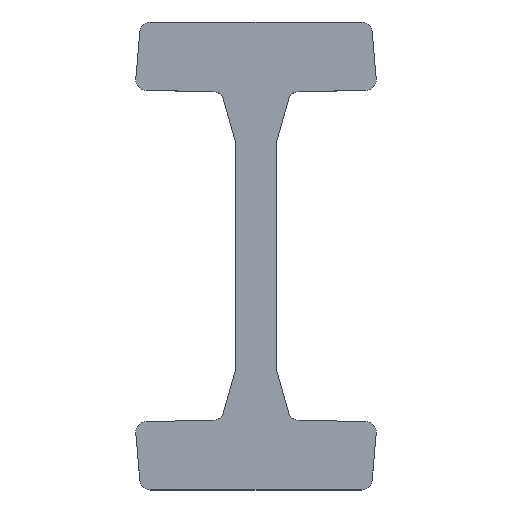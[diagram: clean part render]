
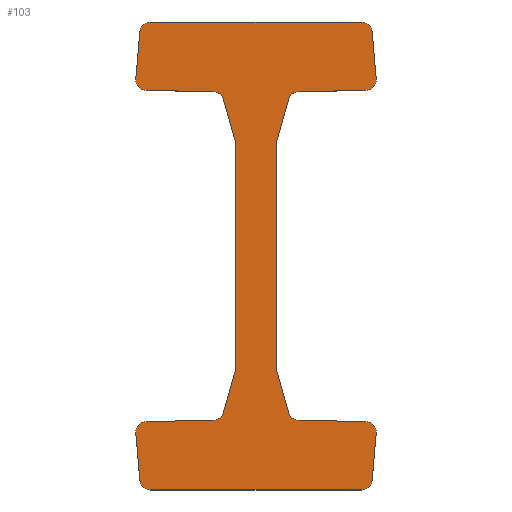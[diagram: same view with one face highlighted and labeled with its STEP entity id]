
A CAD part, top view. The second image highlights one B-rep face of the part: STEP entity #103.
In plain terms, the highlighted planar face has unit normal (0, 0, 1).
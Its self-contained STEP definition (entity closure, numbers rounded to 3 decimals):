
#103=ADVANCED_FACE('',(#162),#163,.T.);
#162=FACE_OUTER_BOUND('',#222,.T.);
#163=PLANE('',#223);
#222=EDGE_LOOP('',(#422,#423,#424,#425,#426,#427,#428,#429,#430,#431,#432,#433,#434,#435,#436,#437,#438,#439,#440,#441,#442,#443,#444,#445,#446,#447,#448,#449));
#223=AXIS2_PLACEMENT_3D('',#450,#451,#452);
#422=ORIENTED_EDGE('',*,*,#484,.F.);
#423=ORIENTED_EDGE('',*,*,#566,.F.);
#424=ORIENTED_EDGE('',*,*,#563,.F.);
#425=ORIENTED_EDGE('',*,*,#560,.F.);
#426=ORIENTED_EDGE('',*,*,#557,.F.);
#427=ORIENTED_EDGE('',*,*,#554,.F.);
#428=ORIENTED_EDGE('',*,*,#551,.F.);
#429=ORIENTED_EDGE('',*,*,#548,.F.);
#430=ORIENTED_EDGE('',*,*,#545,.F.);
#431=ORIENTED_EDGE('',*,*,#542,.F.);
#432=ORIENTED_EDGE('',*,*,#539,.F.);
#433=ORIENTED_EDGE('',*,*,#536,.F.);
#434=ORIENTED_EDGE('',*,*,#533,.F.);
#435=ORIENTED_EDGE('',*,*,#530,.F.);
#436=ORIENTED_EDGE('',*,*,#527,.F.);
#437=ORIENTED_EDGE('',*,*,#524,.F.);
#438=ORIENTED_EDGE('',*,*,#521,.F.);
#439=ORIENTED_EDGE('',*,*,#518,.F.);
#440=ORIENTED_EDGE('',*,*,#515,.F.);
#441=ORIENTED_EDGE('',*,*,#512,.F.);
#442=ORIENTED_EDGE('',*,*,#509,.F.);
#443=ORIENTED_EDGE('',*,*,#506,.F.);
#444=ORIENTED_EDGE('',*,*,#503,.F.);
#445=ORIENTED_EDGE('',*,*,#500,.F.);
#446=ORIENTED_EDGE('',*,*,#497,.F.);
#447=ORIENTED_EDGE('',*,*,#494,.F.);
#448=ORIENTED_EDGE('',*,*,#491,.F.);
#449=ORIENTED_EDGE('',*,*,#488,.F.);
#450=CARTESIAN_POINT('',(0.,87.5,10.0));
#451=DIRECTION('',(0.0,0.0,1.0));
#452=DIRECTION('',(1.0,0.0,0.0));
#484=EDGE_CURVE('',#568,#569,#570,.T.);
#488=EDGE_CURVE('',#569,#576,#577,.T.);
#491=EDGE_CURVE('',#576,#581,#582,.T.);
#494=EDGE_CURVE('',#581,#586,#587,.T.);
#497=EDGE_CURVE('',#586,#591,#592,.T.);
#500=EDGE_CURVE('',#591,#596,#597,.T.);
#503=EDGE_CURVE('',#596,#601,#602,.T.);
#506=EDGE_CURVE('',#601,#606,#607,.T.);
#509=EDGE_CURVE('',#606,#611,#612,.T.);
#512=EDGE_CURVE('',#611,#616,#617,.T.);
#515=EDGE_CURVE('',#616,#621,#622,.T.);
#518=EDGE_CURVE('',#621,#626,#627,.T.);
#521=EDGE_CURVE('',#626,#631,#632,.T.);
#524=EDGE_CURVE('',#631,#636,#637,.T.);
#527=EDGE_CURVE('',#636,#641,#642,.T.);
#530=EDGE_CURVE('',#641,#646,#647,.T.);
#533=EDGE_CURVE('',#646,#651,#652,.T.);
#536=EDGE_CURVE('',#651,#656,#657,.T.);
#539=EDGE_CURVE('',#656,#661,#662,.T.);
#542=EDGE_CURVE('',#661,#666,#667,.T.);
#545=EDGE_CURVE('',#666,#671,#672,.T.);
#548=EDGE_CURVE('',#671,#676,#677,.T.);
#551=EDGE_CURVE('',#676,#681,#682,.T.);
#554=EDGE_CURVE('',#681,#686,#687,.T.);
#557=EDGE_CURVE('',#686,#691,#692,.T.);
#560=EDGE_CURVE('',#691,#696,#697,.T.);
#563=EDGE_CURVE('',#696,#701,#702,.T.);
#566=EDGE_CURVE('',#701,#568,#706,.T.);
#568=VERTEX_POINT('',#708);
#569=VERTEX_POINT('',#709);
#570=CIRCLE('',#710,4.0);
#576=VERTEX_POINT('',#718);
#577=LINE('',#719,#720);
#581=VERTEX_POINT('',#726);
#582=CIRCLE('',#727,4.0);
#586=VERTEX_POINT('',#732);
#587=LINE('',#733,#734);
#591=VERTEX_POINT('',#740);
#592=CIRCLE('',#741,5.);
#596=VERTEX_POINT('',#746);
#597=LINE('',#747,#748);
#601=VERTEX_POINT('',#754);
#602=LINE('',#755,#756);
#606=VERTEX_POINT('',#762);
#607=LINE('',#763,#764);
#611=VERTEX_POINT('',#770);
#612=CIRCLE('',#771,5.);
#616=VERTEX_POINT('',#776);
#617=LINE('',#777,#778);
#621=VERTEX_POINT('',#784);
#622=CIRCLE('',#785,4.0);
#626=VERTEX_POINT('',#790);
#627=LINE('',#791,#792);
#631=VERTEX_POINT('',#798);
#632=CIRCLE('',#799,4.0);
#636=VERTEX_POINT('',#804);
#637=LINE('',#805,#806);
#641=VERTEX_POINT('',#812);
#642=CIRCLE('',#813,4.0);
#646=VERTEX_POINT('',#818);
#647=LINE('',#819,#820);
#651=VERTEX_POINT('',#826);
#652=CIRCLE('',#827,4.0);
#656=VERTEX_POINT('',#832);
#657=LINE('',#833,#834);
#661=VERTEX_POINT('',#840);
#662=CIRCLE('',#841,5.);
#666=VERTEX_POINT('',#846);
#667=LINE('',#847,#848);
#671=VERTEX_POINT('',#854);
#672=LINE('',#855,#856);
#676=VERTEX_POINT('',#862);
#677=LINE('',#863,#864);
#681=VERTEX_POINT('',#870);
#682=CIRCLE('',#871,5.);
#686=VERTEX_POINT('',#876);
#687=LINE('',#877,#878);
#691=VERTEX_POINT('',#884);
#692=CIRCLE('',#885,4.0);
#696=VERTEX_POINT('',#890);
#697=LINE('',#891,#892);
#701=VERTEX_POINT('',#898);
#702=CIRCLE('',#899,4.0);
#706=LINE('',#904,#905);
#708=CARTESIAN_POINT('',(-39.445,0.0,10.0));
#709=CARTESIAN_POINT('',(-43.43,3.651,10.0));
#710=AXIS2_PLACEMENT_3D('',#908,#909,#910);
#718=CARTESIAN_POINT('',(-45.0,21.6,10.0));
#719=CARTESIAN_POINT('',(-43.43,3.651,10.0));
#720=VECTOR('',#916,1.0);
#726=CARTESIAN_POINT('',(-41.0,25.6,10.0));
#727=AXIS2_PLACEMENT_3D('',#919,#920,#921);
#732=CARTESIAN_POINT('',(-16.31,26.031,10.0));
#733=CARTESIAN_POINT('',(-16.31,26.031,10.0));
#734=VECTOR('',#926,1.0);
#740=CARTESIAN_POINT('',(-12.5,27.898,10.0));
#741=AXIS2_PLACEMENT_3D('',#929,#930,#931);
#746=CARTESIAN_POINT('',(-7.5,45.6,10.0));
#747=CARTESIAN_POINT('',(-7.5,45.6,10.0));
#748=VECTOR('',#936,1.0);
#754=CARTESIAN_POINT('',(-7.5,129.4,10.0));
#755=CARTESIAN_POINT('',(-7.5,129.4,10.0));
#756=VECTOR('',#939,1.0);
#762=CARTESIAN_POINT('',(-12.5,147.102,10.0));
#763=CARTESIAN_POINT('',(-7.5,129.4,10.0));
#764=VECTOR('',#942,1.0);
#770=CARTESIAN_POINT('',(-16.31,148.969,10.0));
#771=AXIS2_PLACEMENT_3D('',#945,#946,#947);
#776=CARTESIAN_POINT('',(-41.0,149.4,10.0));
#777=CARTESIAN_POINT('',(-16.31,148.969,10.0));
#778=VECTOR('',#952,1.0);
#784=CARTESIAN_POINT('',(-45.0,153.4,10.0));
#785=AXIS2_PLACEMENT_3D('',#955,#956,#957);
#790=CARTESIAN_POINT('',(-43.43,171.349,10.0));
#791=CARTESIAN_POINT('',(-43.43,171.349,10.0));
#792=VECTOR('',#962,1.0);
#798=CARTESIAN_POINT('',(-39.445,175.0,10.0));
#799=AXIS2_PLACEMENT_3D('',#965,#966,#967);
#804=CARTESIAN_POINT('',(39.445,175.0,10.0));
#805=CARTESIAN_POINT('',(-39.445,175.0,10.0));
#806=VECTOR('',#972,1.0);
#812=CARTESIAN_POINT('',(43.43,171.349,10.0));
#813=AXIS2_PLACEMENT_3D('',#975,#976,#977);
#818=CARTESIAN_POINT('',(45.0,153.4,10.0));
#819=CARTESIAN_POINT('',(43.43,171.349,10.0));
#820=VECTOR('',#982,1.0);
#826=CARTESIAN_POINT('',(41.0,149.4,10.0));
#827=AXIS2_PLACEMENT_3D('',#985,#986,#987);
#832=CARTESIAN_POINT('',(16.31,148.969,10.0));
#833=CARTESIAN_POINT('',(16.31,148.969,10.0));
#834=VECTOR('',#992,1.0);
#840=CARTESIAN_POINT('',(12.5,147.102,10.0));
#841=AXIS2_PLACEMENT_3D('',#995,#996,#997);
#846=CARTESIAN_POINT('',(7.5,129.4,10.0));
#847=CARTESIAN_POINT('',(7.5,129.4,10.0));
#848=VECTOR('',#1002,1.0);
#854=CARTESIAN_POINT('',(7.5,45.6,10.0));
#855=CARTESIAN_POINT('',(7.5,129.4,10.0));
#856=VECTOR('',#1005,1.0);
#862=CARTESIAN_POINT('',(12.5,27.898,10.0));
#863=CARTESIAN_POINT('',(7.5,45.6,10.0));
#864=VECTOR('',#1008,1.0);
#870=CARTESIAN_POINT('',(16.31,26.031,10.0));
#871=AXIS2_PLACEMENT_3D('',#1011,#1012,#1013);
#876=CARTESIAN_POINT('',(41.0,25.6,10.0));
#877=CARTESIAN_POINT('',(16.31,26.031,10.0));
#878=VECTOR('',#1018,1.0);
#884=CARTESIAN_POINT('',(45.0,21.6,10.0));
#885=AXIS2_PLACEMENT_3D('',#1021,#1022,#1023);
#890=CARTESIAN_POINT('',(43.43,3.651,10.0));
#891=CARTESIAN_POINT('',(43.43,3.651,10.0));
#892=VECTOR('',#1028,1.0);
#898=CARTESIAN_POINT('',(39.445,0.0,10.0));
#899=AXIS2_PLACEMENT_3D('',#1031,#1032,#1033);
#904=CARTESIAN_POINT('',(-39.445,0.0,10.0));
#905=VECTOR('',#1038,1.0);
#908=CARTESIAN_POINT('',(-39.445,4.0,10.0));
#909=DIRECTION('',(0.0,0.0,-1.0));
#910=DIRECTION('',(1.0,0.0,0.0));
#916=DIRECTION('',(-0.087,0.996,0.0));
#919=CARTESIAN_POINT('',(-41.0,21.6,10.0));
#920=DIRECTION('',(0.0,0.0,-1.0));
#921=DIRECTION('',(1.0,0.0,0.0));
#926=DIRECTION('',(1.,0.017,0.0));
#929=CARTESIAN_POINT('',(-16.397,31.03,10.0));
#930=DIRECTION('',(0.0,0.0,1.0));
#931=DIRECTION('',(1.0,0.0,0.0));
#936=DIRECTION('',(0.272,0.962,0.0));
#939=DIRECTION('',(0.,1.0,0.0));
#942=DIRECTION('',(-0.272,0.962,0.0));
#945=CARTESIAN_POINT('',(-16.397,143.97,10.0));
#946=DIRECTION('',(0.0,0.0,1.0));
#947=DIRECTION('',(1.0,0.0,0.0));
#952=DIRECTION('',(-1.,0.017,0.0));
#955=CARTESIAN_POINT('',(-41.0,153.4,10.0));
#956=DIRECTION('',(0.0,0.0,-1.0));
#957=DIRECTION('',(1.0,0.0,0.0));
#962=DIRECTION('',(0.087,0.996,0.0));
#965=CARTESIAN_POINT('',(-39.445,171.0,10.0));
#966=DIRECTION('',(0.0,0.0,-1.0));
#967=DIRECTION('',(1.0,0.0,0.0));
#972=DIRECTION('',(1.0,0.0,0.0));
#975=CARTESIAN_POINT('',(39.445,171.0,10.0));
#976=DIRECTION('',(0.0,0.0,-1.0));
#977=DIRECTION('',(1.0,0.0,0.0));
#982=DIRECTION('',(0.087,-0.996,0.0));
#985=CARTESIAN_POINT('',(41.0,153.4,10.0));
#986=DIRECTION('',(0.0,0.0,-1.0));
#987=DIRECTION('',(1.0,0.0,0.0));
#992=DIRECTION('',(-1.,-0.017,0.0));
#995=CARTESIAN_POINT('',(16.397,143.97,10.0));
#996=DIRECTION('',(0.0,0.0,1.0));
#997=DIRECTION('',(1.0,0.0,0.0));
#1002=DIRECTION('',(-0.272,-0.962,0.0));
#1005=DIRECTION('',(0.0,-1.0,0.0));
#1008=DIRECTION('',(0.272,-0.962,0.0));
#1011=CARTESIAN_POINT('',(16.397,31.03,10.0));
#1012=DIRECTION('',(0.0,0.0,1.0));
#1013=DIRECTION('',(1.0,0.0,0.0));
#1018=DIRECTION('',(1.,-0.017,0.0));
#1021=CARTESIAN_POINT('',(41.0,21.6,10.0));
#1022=DIRECTION('',(0.0,0.0,-1.0));
#1023=DIRECTION('',(1.0,0.0,0.0));
#1028=DIRECTION('',(-0.087,-0.996,0.0));
#1031=CARTESIAN_POINT('',(39.445,4.0,10.0));
#1032=DIRECTION('',(0.0,0.0,-1.0));
#1033=DIRECTION('',(1.0,0.0,0.0));
#1038=DIRECTION('',(-1.0,0.0,0.0));
